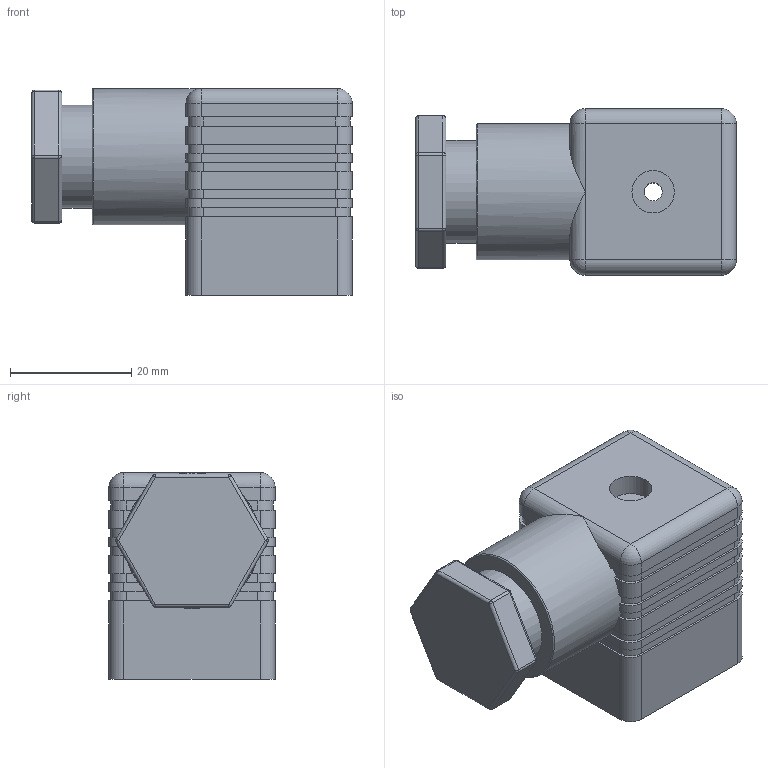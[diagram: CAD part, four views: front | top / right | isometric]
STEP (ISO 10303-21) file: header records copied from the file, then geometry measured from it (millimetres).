
FILE_DESCRIPTION(/* description */ (''),/* implementation_level */ '2;1');
FILE_NAME(/* name */ 'AGA64.stp',/* time_stamp */ '2015-06-10T09:17:55+02:00',/* author */ (''),/* organization */ (''),/* preprocessor_version */ 'ST-DEVELOPER v15',/* originating_system */ 'SIEMENS PLM Software NX 8.5',/* authorisation */ '');
FILE_SCHEMA (('AUTOMOTIVE_DESIGN { 1 0 10303 214 3 1 1 1 }'));
Length unit declared in the file: millimetre
Products named in the file (1): Gant1B409918psal
Bounding box: 53 x 27.5 x 34.2 mm (x, y, z)
Volume: 33757.3 mm3; surface area: 7835.2 mm2
Topology: 1 solids, 1 shells, 171 faces, 455 edges, 278 vertices
Faces by surface type: plane 79, cylinder 75, sphere 16, torus 1
Full cylindrical faces by diameter (mm): 3 x1, 7 x1, 17 x1, 22.5 x1
Entity records: 5220 total; most frequent: DIRECTION 942, CARTESIAN_POINT 908, ORIENTED_EDGE 874, EDGE_CURVE 437, AXIS2_PLACEMENT_3D 339, VERTEX_POINT 277, LINE 264, VECTOR 264
